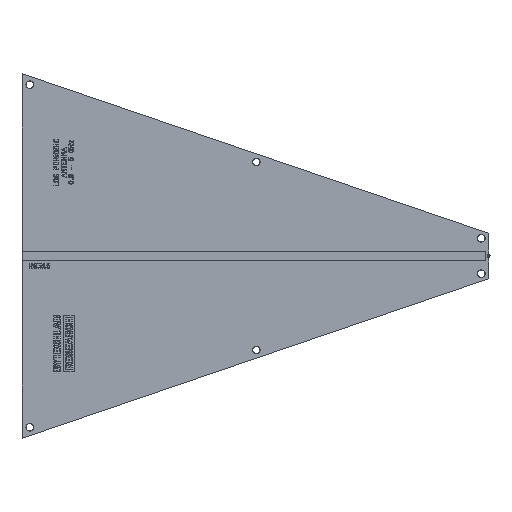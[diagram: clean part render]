
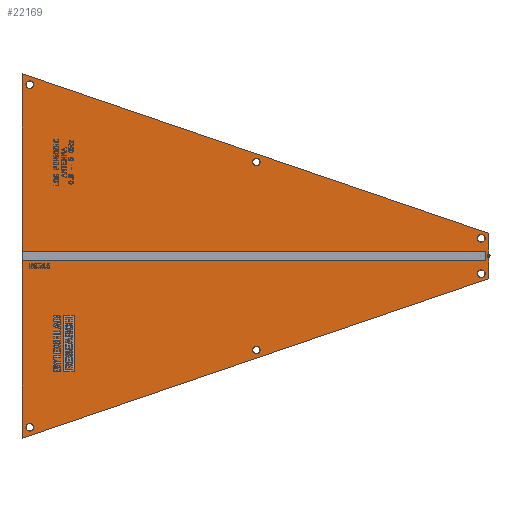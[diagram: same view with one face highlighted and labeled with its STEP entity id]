
A CAD part, top view. The second image highlights one B-rep face of the part: STEP entity #22169.
In plain terms, the highlighted planar face has unit normal (0, 0, 1).
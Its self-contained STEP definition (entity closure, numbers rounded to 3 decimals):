
#22169 = ADVANCED_FACE('',(#22170,#22269,#22280,#22291,#22302,#22313,
    #22324),#22335,.T.);
#22170 = FACE_BOUND('',#22171,.F.);
#22171 = EDGE_LOOP('',(#22172,#22182,#22190,#22198,#22206,#22214,#22223,
    #22231,#22239,#22247,#22255,#22263));
#22172 = ORIENTED_EDGE('',*,*,#22173,.T.);
#22173 = EDGE_CURVE('',#22174,#22176,#22178,.T.);
#22174 = VERTEX_POINT('',#22175);
#22175 = CARTESIAN_POINT('',(319.583,-142.75,1.56));
#22176 = VERTEX_POINT('',#22177);
#22177 = CARTESIAN_POINT('',(116.083,-142.75,1.56));
#22178 = LINE('',#22179,#22180);
#22179 = CARTESIAN_POINT('',(319.583,-142.75,1.56));
#22180 = VECTOR('',#22181,1.);
#22181 = DIRECTION('',(-1.,0.,0.));
#22182 = ORIENTED_EDGE('',*,*,#22183,.T.);
#22183 = EDGE_CURVE('',#22176,#22184,#22186,.T.);
#22184 = VERTEX_POINT('',#22185);
#22185 = CARTESIAN_POINT('',(116.083,-64.75,1.56));
#22186 = LINE('',#22187,#22188);
#22187 = CARTESIAN_POINT('',(116.083,-142.75,1.56));
#22188 = VECTOR('',#22189,1.);
#22189 = DIRECTION('',(0.,1.,0.));
#22190 = ORIENTED_EDGE('',*,*,#22191,.T.);
#22191 = EDGE_CURVE('',#22184,#22192,#22194,.T.);
#22192 = VERTEX_POINT('',#22193);
#22193 = CARTESIAN_POINT('',(321.083,-134.75,1.56));
#22194 = LINE('',#22195,#22196);
#22195 = CARTESIAN_POINT('',(116.083,-64.75,1.56));
#22196 = VECTOR('',#22197,1.);
#22197 = DIRECTION('',(0.946,-0.323,0.));
#22198 = ORIENTED_EDGE('',*,*,#22199,.T.);
#22199 = EDGE_CURVE('',#22192,#22200,#22202,.T.);
#22200 = VERTEX_POINT('',#22201);
#22201 = CARTESIAN_POINT('',(321.083,-143.954,1.56));
#22202 = LINE('',#22203,#22204);
#22203 = CARTESIAN_POINT('',(321.083,-134.75,1.56));
#22204 = VECTOR('',#22205,1.);
#22205 = DIRECTION('',(0.,-1.,0.));
#22206 = ORIENTED_EDGE('',*,*,#22207,.T.);
#22207 = EDGE_CURVE('',#22200,#22208,#22210,.T.);
#22208 = VERTEX_POINT('',#22209);
#22209 = CARTESIAN_POINT('',(321.005,-143.954,1.56));
#22210 = LINE('',#22211,#22212);
#22211 = CARTESIAN_POINT('',(321.083,-143.954,1.56));
#22212 = VECTOR('',#22213,1.);
#22213 = DIRECTION('',(-1.,0.,0.));
#22214 = ORIENTED_EDGE('',*,*,#22215,.T.);
#22215 = EDGE_CURVE('',#22208,#22216,#22218,.T.);
#22216 = VERTEX_POINT('',#22217);
#22217 = CARTESIAN_POINT('',(321.005,-145.546,1.56));
#22218 = CIRCLE('',#22219,0.8);
#22219 = AXIS2_PLACEMENT_3D('',#22220,#22221,#22222);
#22220 = CARTESIAN_POINT('',(321.083,-144.75,1.56));
#22221 = DIRECTION('',(0.,0.,1.));
#22222 = DIRECTION('',(-0.098,0.995,0.));
#22223 = ORIENTED_EDGE('',*,*,#22224,.T.);
#22224 = EDGE_CURVE('',#22216,#22225,#22227,.T.);
#22225 = VERTEX_POINT('',#22226);
#22226 = CARTESIAN_POINT('',(321.083,-145.546,1.56));
#22227 = LINE('',#22228,#22229);
#22228 = CARTESIAN_POINT('',(321.005,-145.546,1.56));
#22229 = VECTOR('',#22230,1.);
#22230 = DIRECTION('',(1.,0.,0.));
#22231 = ORIENTED_EDGE('',*,*,#22232,.T.);
#22232 = EDGE_CURVE('',#22225,#22233,#22235,.T.);
#22233 = VERTEX_POINT('',#22234);
#22234 = CARTESIAN_POINT('',(321.083,-154.75,1.56));
#22235 = LINE('',#22236,#22237);
#22236 = CARTESIAN_POINT('',(321.083,-145.546,1.56));
#22237 = VECTOR('',#22238,1.);
#22238 = DIRECTION('',(0.,-1.,0.));
#22239 = ORIENTED_EDGE('',*,*,#22240,.T.);
#22240 = EDGE_CURVE('',#22233,#22241,#22243,.T.);
#22241 = VERTEX_POINT('',#22242);
#22242 = CARTESIAN_POINT('',(116.083,-224.75,1.56));
#22243 = LINE('',#22244,#22245);
#22244 = CARTESIAN_POINT('',(321.083,-154.75,1.56));
#22245 = VECTOR('',#22246,1.);
#22246 = DIRECTION('',(-0.946,-0.323,0.));
#22247 = ORIENTED_EDGE('',*,*,#22248,.T.);
#22248 = EDGE_CURVE('',#22241,#22249,#22251,.T.);
#22249 = VERTEX_POINT('',#22250);
#22250 = CARTESIAN_POINT('',(116.083,-146.75,1.56));
#22251 = LINE('',#22252,#22253);
#22252 = CARTESIAN_POINT('',(116.083,-224.75,1.56));
#22253 = VECTOR('',#22254,1.);
#22254 = DIRECTION('',(0.,1.,0.));
#22255 = ORIENTED_EDGE('',*,*,#22256,.T.);
#22256 = EDGE_CURVE('',#22249,#22257,#22259,.T.);
#22257 = VERTEX_POINT('',#22258);
#22258 = CARTESIAN_POINT('',(319.583,-146.75,1.56));
#22259 = LINE('',#22260,#22261);
#22260 = CARTESIAN_POINT('',(116.083,-146.75,1.56));
#22261 = VECTOR('',#22262,1.);
#22262 = DIRECTION('',(1.,0.,0.));
#22263 = ORIENTED_EDGE('',*,*,#22264,.T.);
#22264 = EDGE_CURVE('',#22257,#22174,#22265,.T.);
#22265 = LINE('',#22266,#22267);
#22266 = CARTESIAN_POINT('',(319.583,-146.75,1.56));
#22267 = VECTOR('',#22268,1.);
#22268 = DIRECTION('',(0.,1.,0.));
#22269 = FACE_BOUND('',#22270,.F.);
#22270 = EDGE_LOOP('',(#22271));
#22271 = ORIENTED_EDGE('',*,*,#22272,.T.);
#22272 = EDGE_CURVE('',#22273,#22273,#22275,.T.);
#22273 = VERTEX_POINT('',#22274);
#22274 = CARTESIAN_POINT('',(121.175,-220.,1.56));
#22275 = CIRCLE('',#22276,1.675);
#22276 = AXIS2_PLACEMENT_3D('',#22277,#22278,#22279);
#22277 = CARTESIAN_POINT('',(119.5,-220.,1.56));
#22278 = DIRECTION('',(0.,0.,1.));
#22279 = DIRECTION('',(1.,0.,-0.));
#22280 = FACE_BOUND('',#22281,.F.);
#22281 = EDGE_LOOP('',(#22282));
#22282 = ORIENTED_EDGE('',*,*,#22283,.T.);
#22283 = EDGE_CURVE('',#22284,#22284,#22286,.T.);
#22284 = VERTEX_POINT('',#22285);
#22285 = CARTESIAN_POINT('',(220.675,-186.,1.56));
#22286 = CIRCLE('',#22287,1.675);
#22287 = AXIS2_PLACEMENT_3D('',#22288,#22289,#22290);
#22288 = CARTESIAN_POINT('',(219.,-186.,1.56));
#22289 = DIRECTION('',(0.,0.,1.));
#22290 = DIRECTION('',(1.,0.,-0.));
#22291 = FACE_BOUND('',#22292,.F.);
#22292 = EDGE_LOOP('',(#22293));
#22293 = ORIENTED_EDGE('',*,*,#22294,.T.);
#22294 = EDGE_CURVE('',#22295,#22295,#22297,.T.);
#22295 = VERTEX_POINT('',#22296);
#22296 = CARTESIAN_POINT('',(319.425,-152.5,1.56));
#22297 = CIRCLE('',#22298,1.675);
#22298 = AXIS2_PLACEMENT_3D('',#22299,#22300,#22301);
#22299 = CARTESIAN_POINT('',(317.75,-152.5,1.56));
#22300 = DIRECTION('',(0.,0.,1.));
#22301 = DIRECTION('',(1.,0.,-0.));
#22302 = FACE_BOUND('',#22303,.F.);
#22303 = EDGE_LOOP('',(#22304));
#22304 = ORIENTED_EDGE('',*,*,#22305,.T.);
#22305 = EDGE_CURVE('',#22306,#22306,#22308,.T.);
#22306 = VERTEX_POINT('',#22307);
#22307 = CARTESIAN_POINT('',(319.425,-137.,1.56));
#22308 = CIRCLE('',#22309,1.675);
#22309 = AXIS2_PLACEMENT_3D('',#22310,#22311,#22312);
#22310 = CARTESIAN_POINT('',(317.75,-137.,1.56));
#22311 = DIRECTION('',(0.,0.,1.));
#22312 = DIRECTION('',(1.,0.,-0.));
#22313 = FACE_BOUND('',#22314,.F.);
#22314 = EDGE_LOOP('',(#22315));
#22315 = ORIENTED_EDGE('',*,*,#22316,.T.);
#22316 = EDGE_CURVE('',#22317,#22317,#22319,.T.);
#22317 = VERTEX_POINT('',#22318);
#22318 = CARTESIAN_POINT('',(220.675,-103.5,1.56));
#22319 = CIRCLE('',#22320,1.675);
#22320 = AXIS2_PLACEMENT_3D('',#22321,#22322,#22323);
#22321 = CARTESIAN_POINT('',(219.,-103.5,1.56));
#22322 = DIRECTION('',(0.,0.,1.));
#22323 = DIRECTION('',(1.,0.,-0.));
#22324 = FACE_BOUND('',#22325,.F.);
#22325 = EDGE_LOOP('',(#22326));
#22326 = ORIENTED_EDGE('',*,*,#22327,.T.);
#22327 = EDGE_CURVE('',#22328,#22328,#22330,.T.);
#22328 = VERTEX_POINT('',#22329);
#22329 = CARTESIAN_POINT('',(121.175,-69.5,1.56));
#22330 = CIRCLE('',#22331,1.675);
#22331 = AXIS2_PLACEMENT_3D('',#22332,#22333,#22334);
#22332 = CARTESIAN_POINT('',(119.5,-69.5,1.56));
#22333 = DIRECTION('',(0.,0.,1.));
#22334 = DIRECTION('',(1.,0.,-0.));
#22335 = PLANE('',#22336);
#22336 = AXIS2_PLACEMENT_3D('',#22337,#22338,#22339);
#22337 = CARTESIAN_POINT('',(0.,0.,1.56));
#22338 = DIRECTION('',(0.,0.,1.));
#22339 = DIRECTION('',(1.,0.,-0.));
